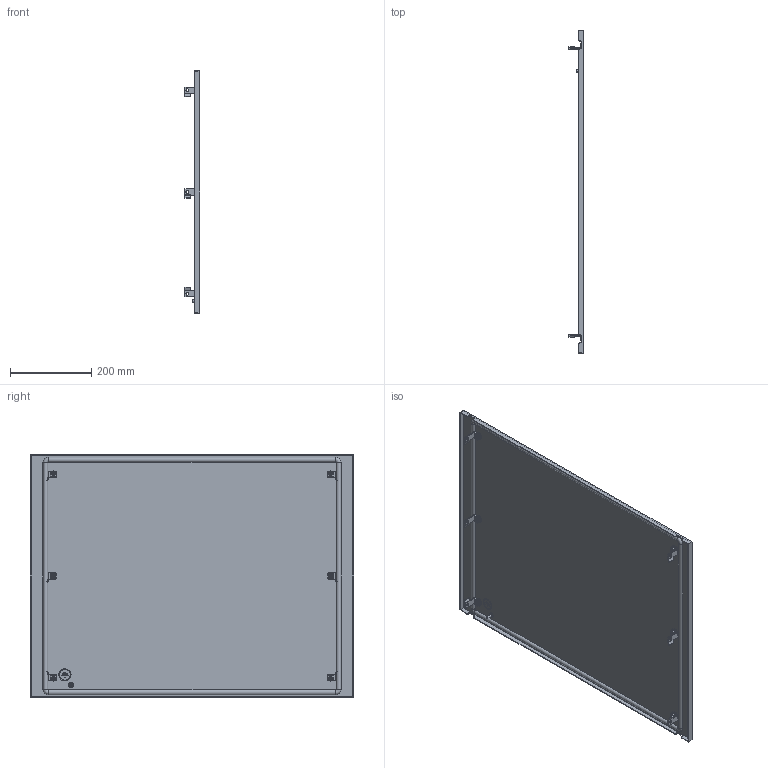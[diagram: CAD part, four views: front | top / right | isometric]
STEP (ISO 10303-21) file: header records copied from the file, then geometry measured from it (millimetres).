
FILE_DESCRIPTION (( 'STEP AP203' ), '1' );
FILE_NAME ('FO-00-PWSB-060-080 FORMAT Ôàëüø-ïàíåëü âíåøíÿÿ ãëóõàÿ 600õ800 IEK.STEP', '2024-07-08T17:29:13', ( '' ), ( '' ), 'SwSTEP 2.0', 'SolidWorks 2022', '' );
FILE_SCHEMA (( 'CONFIG_CONTROL_DESIGN' ));
Length unit declared in the file: millimetre
Products named in the file (1): FO-00-PWSB-060-080 FORMAT Фальш-панель внешняя глухая 600х800 IEK
Bounding box: 38.5 x 795 x 596 mm (x, y, z)
Volume: 1166158.3 mm3; surface area: 1050845.7 mm2
Topology: 25 solids, 26 shells, 1033 faces, 2421 edges, 1453 vertices
Faces by surface type: plane 615, cylinder 324, cone 66, torus 28
Entity records: 29186 total; most frequent: DIRECTION 5285, CARTESIAN_POINT 4906, ORIENTED_EDGE 4838, EDGE_CURVE 2419, AXIS2_PLACEMENT_3D 1832, LINE 1621, VECTOR 1621, VERTEX_POINT 1453
